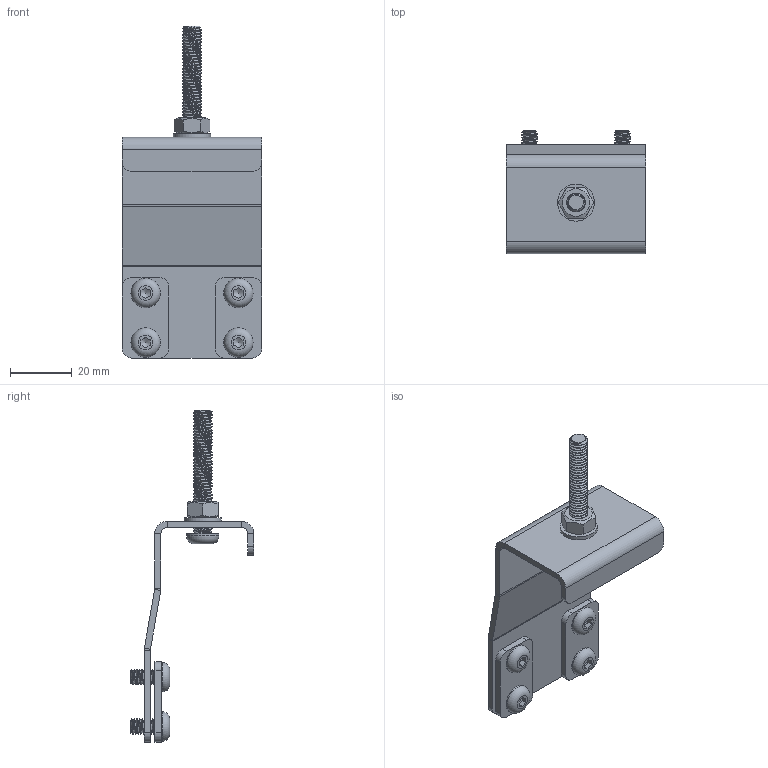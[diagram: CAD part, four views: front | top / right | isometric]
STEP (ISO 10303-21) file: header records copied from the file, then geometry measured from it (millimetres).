
FILE_DESCRIPTION(/* description */ (''),/* implementation_level */ '2;1');
FILE_NAME(/* name */ '11170.stp',/* time_stamp */ '2019-08-05T09:59:48+02:00',/* author */ ('DOMINIQUE'),/* organization */ (''),/* preprocessor_version */ 'ST-DEVELOPER v17.2',/* originating_system */ 'Autodesk Inventor 2019',/* authorisation */ '');
FILE_SCHEMA (('AUTOMOTIVE_DESIGN { 1 0 10303 214 3 1 1 }'));
Length unit declared in the file: millimetre
Products named in the file (7): 11170; 21971; Attache courroie crantée p1; 09188; 09142; ISO 4032 - M6; 09181
Assembly tree (10 placements, depth 2):
  11170
    21971
    Attache courroie crantée p1  x2
    09188  x4
    09142
    ISO 4032 - M6
    09181
Bounding box: 45 x 39.94 x 107.35 mm (x, y, z)
Volume: 13603.1 mm3; surface area: 15804.9 mm2
Topology: 10 solids, 10 shells, 263 faces, 686 edges, 448 vertices
Faces by surface type: cylinder 130, plane 104, cone 14, bspline 10, torus 5
Full cylindrical faces by diameter (mm): 4.134 x4, 4.917 x1, 5 x44, 6 x42, 6.4 x1, 9.5 x4, 10.5 x1, 12 x1
Entity records: 10201 total; most frequent: CARTESIAN_POINT 6086, ORIENTED_EDGE 842, DIRECTION 729, EDGE_CURVE 421, VERTEX_POINT 273, AXIS2_PLACEMENT_3D 268, LINE 193, VECTOR 193
